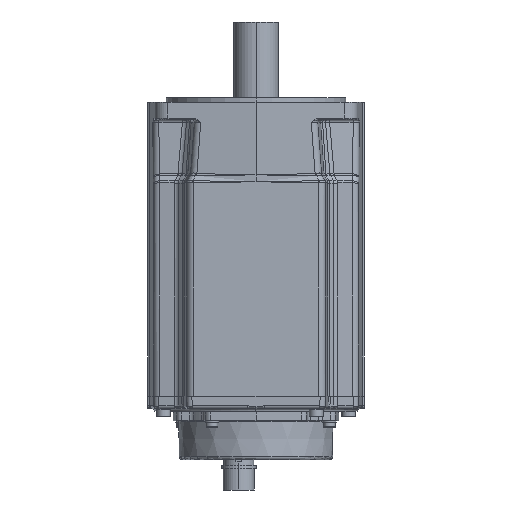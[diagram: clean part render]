
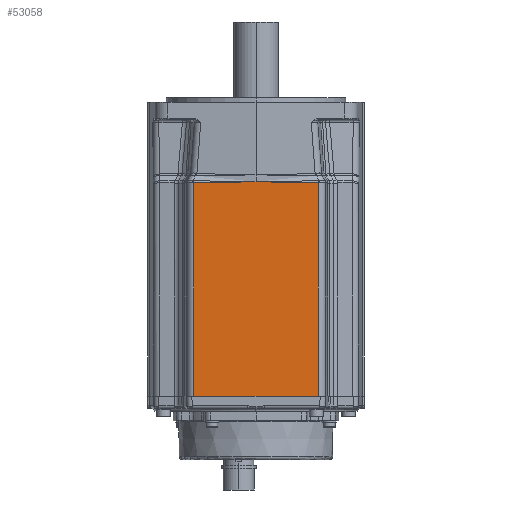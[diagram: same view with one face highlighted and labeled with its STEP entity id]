
A CAD part, front view. The second image highlights one B-rep face of the part: STEP entity #53058.
In plain terms, the highlighted planar face has unit normal (0, -1, 0).
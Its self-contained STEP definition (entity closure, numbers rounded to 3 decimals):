
#3878=CARTESIAN_POINT('',(-45.147,-77.5,
141.565));
#3902=DIRECTION('',(0.,0.,-1.));
#3903=VECTOR('',#3902,154.465);
#3904=CARTESIAN_POINT('',(-45.147,-77.5,
141.565));
#3905=LINE('',#3904,#3903);
#4735=DIRECTION('',(1.,0.,0.));
#4736=VECTOR('',#4735,90.294);
#4737=CARTESIAN_POINT('',(-45.147,-77.5,-12.9));
#4738=LINE('',#4737,#4736);
#4739=CARTESIAN_POINT('',(0.,-77.5,142.4));
#4740=CARTESIAN_POINT('',(-5.549,-77.5,142.29));
#4741=CARTESIAN_POINT('',(-16.294,-77.5,
142.075));
#4742=CARTESIAN_POINT('',(-31.403,-77.5,
141.792));
#4743=CARTESIAN_POINT('',(-40.69,-77.5,
141.636));
#4744=CARTESIAN_POINT('',(-45.147,-77.5,
141.565));
#4767=CARTESIAN_POINT('',(45.147,-77.5,141.565));
#4768=CARTESIAN_POINT('',(40.69,-77.5,141.636));
#4769=CARTESIAN_POINT('',(31.403,-77.5,141.792));
#4770=CARTESIAN_POINT('',(16.294,-77.5,142.075));
#4771=CARTESIAN_POINT('',(5.549,-77.5,142.29));
#4772=CARTESIAN_POINT('',(0.,-77.5,142.4));
#5661=DIRECTION('',(0.,0.,1.));
#5662=VECTOR('',#5661,154.465);
#5663=CARTESIAN_POINT('',(45.147,-77.5,-12.9));
#5664=LINE('',#5663,#5662);
#41647=VERTEX_POINT('',#3878);
#41649=VERTEX_POINT('',#4739);
#41651=VERTEX_POINT('',#4767);
#41912=CARTESIAN_POINT('',(-45.147,-77.5,-12.9));
#41913=CARTESIAN_POINT('',(45.147,-77.5,-12.9));
#41914=VERTEX_POINT('',#41912);
#41915=VERTEX_POINT('',#41913);
#53043=CARTESIAN_POINT('',(-77.5,-77.5,201.9));
#53044=DIRECTION('',(0.,-1.,0.));
#53045=DIRECTION('',(1.,0.,0.));
#53046=AXIS2_PLACEMENT_3D('',#53043,#53044,#53045);
#53047=PLANE('',#53046);
#53048=ORIENTED_EDGE('',*,*,#53030,.F.);
#53049=ORIENTED_EDGE('',*,*,#51813,.F.);
#53051=ORIENTED_EDGE('',*,*,#53050,.F.);
#53053=ORIENTED_EDGE('',*,*,#53052,.F.);
#53055=ORIENTED_EDGE('',*,*,#53054,.F.);
#53056=EDGE_LOOP('',(#53048,#53049,#53051,#53053,#53055));
#53057=FACE_OUTER_BOUND('',#53056,.F.);
#53058=ADVANCED_FACE('',(#53057),#53047,.T.);
#4745=B_SPLINE_CURVE_WITH_KNOTS('',3,(#4739,#4740,#4741,#4742,#4743,#4744),
.UNSPECIFIED.,.F.,.F.,(4,1,1,4),(0.,0.333,0.667,1.),
.UNSPECIFIED.);
#4773=B_SPLINE_CURVE_WITH_KNOTS('',3,(#4767,#4768,#4769,#4770,#4771,#4772),
.UNSPECIFIED.,.F.,.F.,(4,1,1,4),(0.,0.333,0.667,1.),
.UNSPECIFIED.);
#51813=EDGE_CURVE('',#41647,#41914,#3905,.T.);
#53030=EDGE_CURVE('',#41914,#41915,#4738,.T.);
#53050=EDGE_CURVE('',#41649,#41647,#4745,.T.);
#53052=EDGE_CURVE('',#41651,#41649,#4773,.T.);
#53054=EDGE_CURVE('',#41915,#41651,#5664,.T.);
